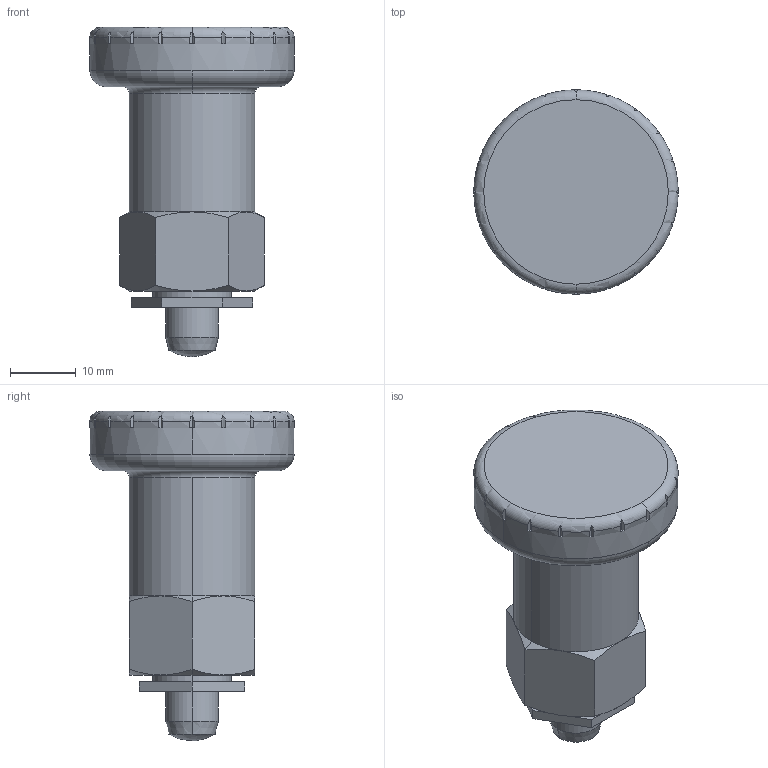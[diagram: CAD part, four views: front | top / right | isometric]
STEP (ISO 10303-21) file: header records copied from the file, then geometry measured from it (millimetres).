
FILE_DESCRIPTION(('STEP AP214'),'1');
FILE_NAME(' ',' ',('TraceParts'),('TraceParts S.A.'),'XStep 1.0',' ',' ');
FILE_SCHEMA(('automotive_design'));
Length unit declared in the file: millimetre
Products named in the file (3): 1; 2; 3
Bounding box: 31 x 31 x 49.96 mm (x, y, z)
Volume: 17245 mm3; surface area: 6673.8 mm2
Topology: 3 solids, 3 shells, 124 faces, 321 edges, 207 vertices
Faces by surface type: plane 81, cone 22, cylinder 14, torus 6, sphere 1
Entity records: 7896 total; most frequent: CARTESIAN_POINT 1231, STYLED_ITEM 652, PRESENTATION_STYLE_ASSIGNMENT 652, COLOUR_RGB 652, ORIENTED_EDGE 642, DIRECTION 620, EDGE_CURVE 321, CURVE_STYLE 321
